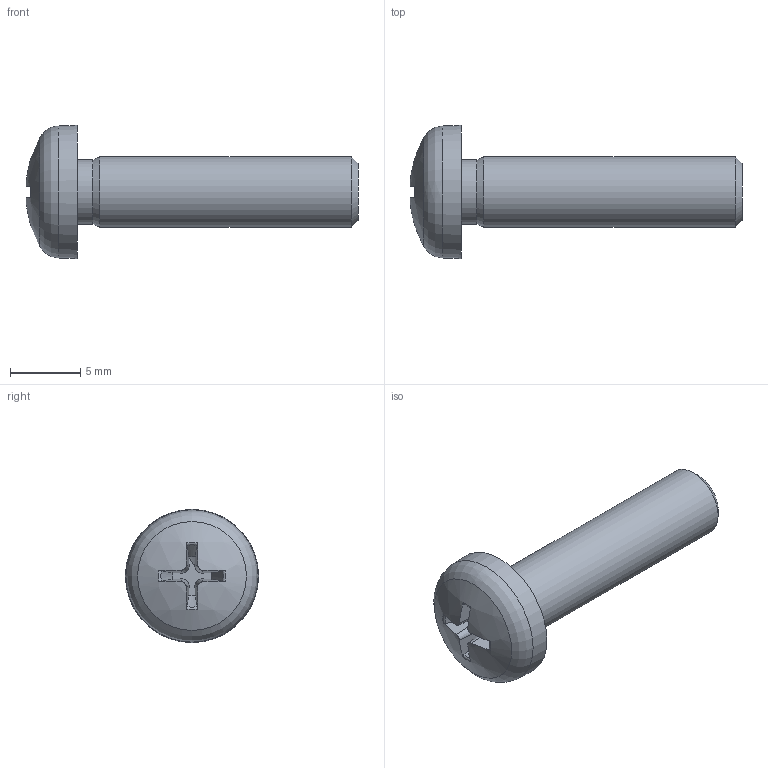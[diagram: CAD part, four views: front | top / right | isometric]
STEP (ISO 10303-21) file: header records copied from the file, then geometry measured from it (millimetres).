
FILE_DESCRIPTION(/* description */ (''),/* implementation_level */ '2;1');
FILE_NAME(/* name */ 'ISO 7045 - M5 x 20_ - 4.8 - H - ISO_ipt_d6f4a9a5.STEP',/* time_stamp */ '2021-10-31T17:04:23+02:00',/* author */ ('Mohamed Teleb'),/* organization */ (''),/* preprocessor_version */ 'ST-DEVELOPER v17',/* originating_system */ 'Autodesk Inventor 2019',/* authorisation */ '');
FILE_SCHEMA (('AUTOMOTIVE_DESIGN { 1 0 10303 214 3 1 1 }'));
Length unit declared in the file: millimetre
Products named in the file (1): ISO 7045 - M5 x 20_ - 4.8 - H - ISO
Bounding box: 23.67 x 9.5 x 9.5 mm (x, y, z)
Volume: 579.3 mm3; surface area: 544.6 mm2
Topology: 1 solids, 1 shells, 30 faces, 79 edges, 52 vertices
Faces by surface type: cone 12, plane 10, torus 5, cylinder 2, sphere 1
Full cylindrical faces by diameter (mm): 4.567 x1, 5 x1
Entity records: 1076 total; most frequent: CARTESIAN_POINT 301, ORIENTED_EDGE 156, DIRECTION 156, EDGE_CURVE 78, AXIS2_PLACEMENT_3D 67, VERTEX_POINT 52, EDGE_LOOP 32, CIRCLE 32
